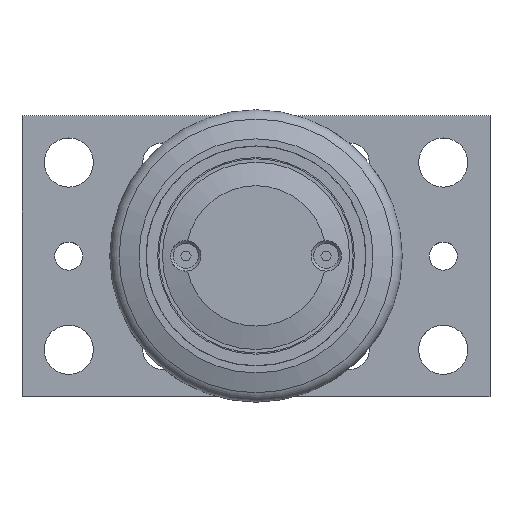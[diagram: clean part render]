
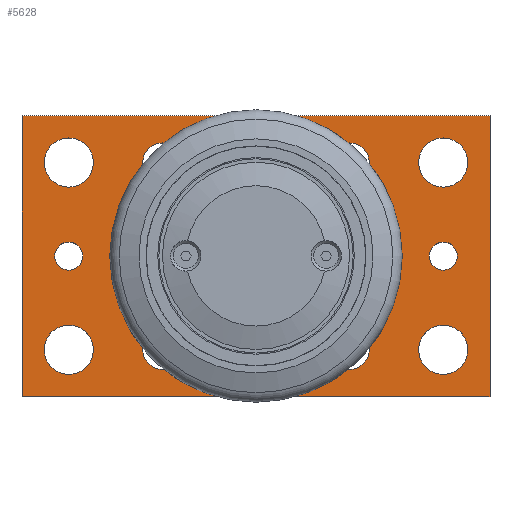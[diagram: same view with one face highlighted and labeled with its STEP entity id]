
A CAD part, top view. The second image highlights one B-rep face of the part: STEP entity #5628.
In plain terms, the highlighted planar face has unit normal (0, 0, 1).
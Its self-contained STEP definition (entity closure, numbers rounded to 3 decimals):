
#45=FACE_BOUND('',#849,.T.);
#46=FACE_BOUND('',#850,.T.);
#47=FACE_BOUND('',#851,.T.);
#48=FACE_BOUND('',#852,.T.);
#49=FACE_BOUND('',#853,.T.);
#50=FACE_BOUND('',#854,.T.);
#51=FACE_BOUND('',#855,.T.);
#52=FACE_BOUND('',#856,.T.);
#53=FACE_BOUND('',#857,.T.);
#54=FACE_BOUND('',#858,.T.);
#55=FACE_BOUND('',#859,.T.);
#230=PLANE('',#6600);
#525=FACE_OUTER_BOUND('',#848,.T.);
#848=EDGE_LOOP('',(#5135,#5136,#5137,#5138));
#849=EDGE_LOOP('',(#5139));
#850=EDGE_LOOP('',(#5140,#5141));
#851=EDGE_LOOP('',(#5142,#5143));
#852=EDGE_LOOP('',(#5144,#5145));
#853=EDGE_LOOP('',(#5146,#5147));
#854=EDGE_LOOP('',(#5148));
#855=EDGE_LOOP('',(#5149));
#856=EDGE_LOOP('',(#5150));
#857=EDGE_LOOP('',(#5151));
#858=EDGE_LOOP('',(#5152));
#859=EDGE_LOOP('',(#5153));
#1509=CIRCLE('',#6557,20.5);
#1511=CIRCLE('',#6561,4.188);
#1512=CIRCLE('',#6562,4.188);
#1514=CIRCLE('',#6565,4.188);
#1515=CIRCLE('',#6566,4.188);
#1517=CIRCLE('',#6569,4.188);
#1518=CIRCLE('',#6570,4.188);
#1520=CIRCLE('',#6573,4.188);
#1521=CIRCLE('',#6574,4.188);
#1523=CIRCLE('',#6577,5.25);
#1525=CIRCLE('',#6580,5.25);
#1527=CIRCLE('',#6583,5.25);
#1529=CIRCLE('',#6586,5.25);
#1531=CIRCLE('',#6589,3.);
#1533=CIRCLE('',#6592,3.);
#1734=LINE('',#10522,#1967);
#1738=LINE('',#10530,#1971);
#1741=LINE('',#10536,#1974);
#1744=LINE('',#10541,#1977);
#1967=VECTOR('',#8662,10.);
#1971=VECTOR('',#8668,10.);
#1974=VECTOR('',#8673,10.);
#1977=VECTOR('',#8678,10.);
#2471=VERTEX_POINT('',#10445);
#2473=VERTEX_POINT('',#10452);
#2474=VERTEX_POINT('',#10453);
#2476=VERTEX_POINT('',#10460);
#2477=VERTEX_POINT('',#10461);
#2479=VERTEX_POINT('',#10468);
#2480=VERTEX_POINT('',#10469);
#2482=VERTEX_POINT('',#10476);
#2483=VERTEX_POINT('',#10477);
#2485=VERTEX_POINT('',#10484);
#2487=VERTEX_POINT('',#10490);
#2489=VERTEX_POINT('',#10496);
#2491=VERTEX_POINT('',#10502);
#2493=VERTEX_POINT('',#10508);
#2495=VERTEX_POINT('',#10514);
#2497=VERTEX_POINT('',#10520);
#2498=VERTEX_POINT('',#10521);
#2501=VERTEX_POINT('',#10529);
#2503=VERTEX_POINT('',#10535);
#3346=EDGE_CURVE('',#2471,#2471,#1509,.T.);
#3348=EDGE_CURVE('',#2473,#2474,#1511,.T.);
#3349=EDGE_CURVE('',#2474,#2473,#1512,.T.);
#3352=EDGE_CURVE('',#2476,#2477,#1514,.T.);
#3353=EDGE_CURVE('',#2477,#2476,#1515,.T.);
#3356=EDGE_CURVE('',#2479,#2480,#1517,.T.);
#3357=EDGE_CURVE('',#2480,#2479,#1518,.T.);
#3360=EDGE_CURVE('',#2482,#2483,#1520,.T.);
#3361=EDGE_CURVE('',#2483,#2482,#1521,.T.);
#3364=EDGE_CURVE('',#2485,#2485,#1523,.T.);
#3367=EDGE_CURVE('',#2487,#2487,#1525,.T.);
#3370=EDGE_CURVE('',#2489,#2489,#1527,.T.);
#3373=EDGE_CURVE('',#2491,#2491,#1529,.T.);
#3376=EDGE_CURVE('',#2493,#2493,#1531,.T.);
#3379=EDGE_CURVE('',#2495,#2495,#1533,.T.);
#3382=EDGE_CURVE('',#2497,#2498,#1734,.T.);
#3386=EDGE_CURVE('',#2498,#2501,#1738,.T.);
#3389=EDGE_CURVE('',#2501,#2503,#1741,.T.);
#3392=EDGE_CURVE('',#2503,#2497,#1744,.T.);
#5135=ORIENTED_EDGE('',*,*,#3382,.F.);
#5136=ORIENTED_EDGE('',*,*,#3392,.F.);
#5137=ORIENTED_EDGE('',*,*,#3389,.F.);
#5138=ORIENTED_EDGE('',*,*,#3386,.F.);
#5139=ORIENTED_EDGE('',*,*,#3346,.T.);
#5140=ORIENTED_EDGE('',*,*,#3348,.T.);
#5141=ORIENTED_EDGE('',*,*,#3349,.T.);
#5142=ORIENTED_EDGE('',*,*,#3352,.T.);
#5143=ORIENTED_EDGE('',*,*,#3353,.T.);
#5144=ORIENTED_EDGE('',*,*,#3356,.T.);
#5145=ORIENTED_EDGE('',*,*,#3357,.T.);
#5146=ORIENTED_EDGE('',*,*,#3360,.T.);
#5147=ORIENTED_EDGE('',*,*,#3361,.T.);
#5148=ORIENTED_EDGE('',*,*,#3364,.T.);
#5149=ORIENTED_EDGE('',*,*,#3367,.T.);
#5150=ORIENTED_EDGE('',*,*,#3370,.T.);
#5151=ORIENTED_EDGE('',*,*,#3373,.T.);
#5152=ORIENTED_EDGE('',*,*,#3376,.T.);
#5153=ORIENTED_EDGE('',*,*,#3379,.T.);
#5628=ADVANCED_FACE('',(#525,#45,#46,#47,#48,#49,#50,#51,#52,#53,#54,#55),
#230,.T.);
#6557=AXIS2_PLACEMENT_3D('',#10447,#8576,#8577);
#6561=AXIS2_PLACEMENT_3D('',#10454,#8584,#8585);
#6562=AXIS2_PLACEMENT_3D('',#10455,#8586,#8587);
#6565=AXIS2_PLACEMENT_3D('',#10462,#8593,#8594);
#6566=AXIS2_PLACEMENT_3D('',#10463,#8595,#8596);
#6569=AXIS2_PLACEMENT_3D('',#10470,#8602,#8603);
#6570=AXIS2_PLACEMENT_3D('',#10471,#8604,#8605);
#6573=AXIS2_PLACEMENT_3D('',#10478,#8611,#8612);
#6574=AXIS2_PLACEMENT_3D('',#10479,#8613,#8614);
#6577=AXIS2_PLACEMENT_3D('',#10485,#8620,#8621);
#6580=AXIS2_PLACEMENT_3D('',#10491,#8627,#8628);
#6583=AXIS2_PLACEMENT_3D('',#10497,#8634,#8635);
#6586=AXIS2_PLACEMENT_3D('',#10503,#8641,#8642);
#6589=AXIS2_PLACEMENT_3D('',#10509,#8648,#8649);
#6592=AXIS2_PLACEMENT_3D('',#10515,#8655,#8656);
#6600=AXIS2_PLACEMENT_3D('',#10546,#8684,#8685);
#8576=DIRECTION('center_axis',(0.,0.,-1.));
#8577=DIRECTION('ref_axis',(-1.,0.,0.));
#8584=DIRECTION('center_axis',(0.,0.,-1.));
#8585=DIRECTION('ref_axis',(1.,0.,0.));
#8586=DIRECTION('center_axis',(0.,0.,-1.));
#8587=DIRECTION('ref_axis',(1.,0.,0.));
#8593=DIRECTION('center_axis',(0.,0.,-1.));
#8594=DIRECTION('ref_axis',(1.,0.,0.));
#8595=DIRECTION('center_axis',(0.,0.,-1.));
#8596=DIRECTION('ref_axis',(1.,0.,0.));
#8602=DIRECTION('center_axis',(0.,0.,-1.));
#8603=DIRECTION('ref_axis',(1.,0.,0.));
#8604=DIRECTION('center_axis',(0.,0.,-1.));
#8605=DIRECTION('ref_axis',(1.,0.,0.));
#8611=DIRECTION('center_axis',(0.,0.,-1.));
#8612=DIRECTION('ref_axis',(1.,0.,0.));
#8613=DIRECTION('center_axis',(0.,0.,-1.));
#8614=DIRECTION('ref_axis',(1.,0.,0.));
#8620=DIRECTION('center_axis',(0.,0.,-1.));
#8621=DIRECTION('ref_axis',(-1.,0.,0.));
#8627=DIRECTION('center_axis',(0.,0.,-1.));
#8628=DIRECTION('ref_axis',(-1.,0.,0.));
#8634=DIRECTION('center_axis',(0.,0.,-1.));
#8635=DIRECTION('ref_axis',(-1.,0.,0.));
#8641=DIRECTION('center_axis',(0.,0.,-1.));
#8642=DIRECTION('ref_axis',(-1.,0.,0.));
#8648=DIRECTION('center_axis',(0.,0.,-1.));
#8649=DIRECTION('ref_axis',(-1.,0.,0.));
#8655=DIRECTION('center_axis',(0.,0.,-1.));
#8656=DIRECTION('ref_axis',(-1.,0.,0.));
#8662=DIRECTION('',(0.,1.,0.));
#8668=DIRECTION('',(1.,0.,0.));
#8673=DIRECTION('',(0.,-1.,0.));
#8678=DIRECTION('',(-1.,0.,0.));
#8684=DIRECTION('center_axis',(0.,0.,1.));
#8685=DIRECTION('ref_axis',(1.,0.,0.));
#10445=CARTESIAN_POINT('',(70.5,30.,10.));
#10447=CARTESIAN_POINT('Origin',(50.,30.,10.));
#10452=CARTESIAN_POINT('',(34.188,10.,10.));
#10453=CARTESIAN_POINT('',(25.812,10.,10.));
#10454=CARTESIAN_POINT('Origin',(30.,10.,10.));
#10455=CARTESIAN_POINT('Origin',(30.,10.,10.));
#10460=CARTESIAN_POINT('',(74.188,10.,10.));
#10461=CARTESIAN_POINT('',(65.812,10.,10.));
#10462=CARTESIAN_POINT('Origin',(70.,10.,10.));
#10463=CARTESIAN_POINT('Origin',(70.,10.,10.));
#10468=CARTESIAN_POINT('',(74.188,50.,10.));
#10469=CARTESIAN_POINT('',(65.812,50.,10.));
#10470=CARTESIAN_POINT('Origin',(70.,50.,10.));
#10471=CARTESIAN_POINT('Origin',(70.,50.,10.));
#10476=CARTESIAN_POINT('',(34.188,50.,10.));
#10477=CARTESIAN_POINT('',(25.812,50.,10.));
#10478=CARTESIAN_POINT('Origin',(30.,50.,10.));
#10479=CARTESIAN_POINT('Origin',(30.,50.,10.));
#10484=CARTESIAN_POINT('',(95.25,50.,10.));
#10485=CARTESIAN_POINT('Origin',(90.,50.,10.));
#10490=CARTESIAN_POINT('',(15.25,10.,10.));
#10491=CARTESIAN_POINT('Origin',(10.,10.,10.));
#10496=CARTESIAN_POINT('',(15.25,50.,10.));
#10497=CARTESIAN_POINT('Origin',(10.,50.,10.));
#10502=CARTESIAN_POINT('',(95.25,10.,10.));
#10503=CARTESIAN_POINT('Origin',(90.,10.,10.));
#10508=CARTESIAN_POINT('',(93.,30.,10.));
#10509=CARTESIAN_POINT('Origin',(90.,30.,10.));
#10514=CARTESIAN_POINT('',(13.,30.,10.));
#10515=CARTESIAN_POINT('Origin',(10.,30.,10.));
#10520=CARTESIAN_POINT('',(0.,0.,10.));
#10521=CARTESIAN_POINT('',(0.,60.,10.));
#10522=CARTESIAN_POINT('',(0.,60.,10.));
#10529=CARTESIAN_POINT('',(100.,60.,10.));
#10530=CARTESIAN_POINT('',(100.,60.,10.));
#10535=CARTESIAN_POINT('',(100.,0.,10.));
#10536=CARTESIAN_POINT('',(100.,0.,10.));
#10541=CARTESIAN_POINT('',(0.,0.,10.));
#10546=CARTESIAN_POINT('Origin',(50.,30.,10.));
